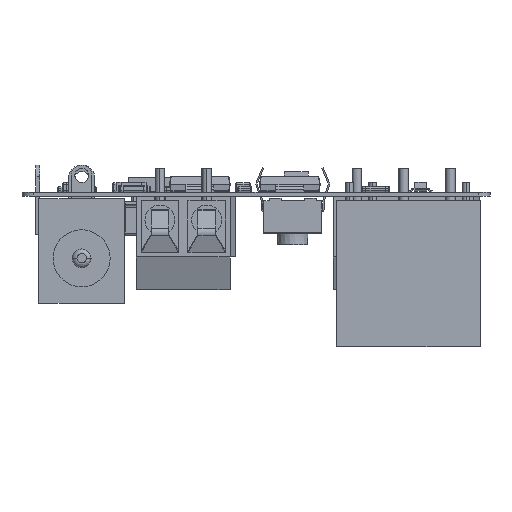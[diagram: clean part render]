
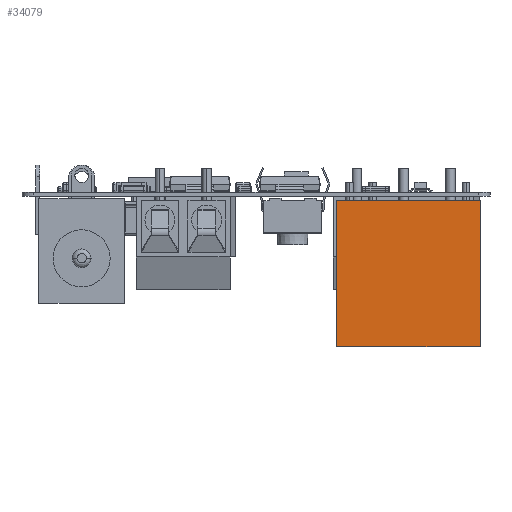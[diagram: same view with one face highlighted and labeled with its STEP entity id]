
A CAD part, left-side view. The second image highlights one B-rep face of the part: STEP entity #34079.
In plain terms, the highlighted planar face has unit normal (-1, 0, 0).
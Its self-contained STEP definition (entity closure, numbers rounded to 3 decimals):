
#34013 = EDGE_CURVE('',#34014,#34016,#34018,.T.);
#34014 = VERTEX_POINT('',#34015);
#34015 = CARTESIAN_POINT('',(-30.73,29.417,0.));
#34016 = VERTEX_POINT('',#34017);
#34017 = CARTESIAN_POINT('',(-30.73,14.117,0.));
#34018 = LINE('',#34019,#34020);
#34019 = CARTESIAN_POINT('',(-30.73,29.417,0.));
#34020 = VECTOR('',#34021,1.);
#34021 = DIRECTION('',(0.,-1.,0.));
#34079 = ADVANCED_FACE('',(#34080),#34105,.F.);
#34080 = FACE_BOUND('',#34081,.T.);
#34081 = EDGE_LOOP('',(#34082,#34083,#34091,#34099));
#34082 = ORIENTED_EDGE('',*,*,#34013,.T.);
#34083 = ORIENTED_EDGE('',*,*,#34084,.F.);
#34084 = EDGE_CURVE('',#34085,#34016,#34087,.T.);
#34085 = VERTEX_POINT('',#34086);
#34086 = CARTESIAN_POINT('',(-30.73,14.117,15.6));
#34087 = LINE('',#34088,#34089);
#34088 = CARTESIAN_POINT('',(-30.73,14.117,15.6));
#34089 = VECTOR('',#34090,1.);
#34090 = DIRECTION('',(0.,0.,-1.));
#34091 = ORIENTED_EDGE('',*,*,#34092,.F.);
#34092 = EDGE_CURVE('',#34093,#34085,#34095,.T.);
#34093 = VERTEX_POINT('',#34094);
#34094 = CARTESIAN_POINT('',(-30.73,29.417,15.6));
#34095 = LINE('',#34096,#34097);
#34096 = CARTESIAN_POINT('',(-30.73,29.417,15.6));
#34097 = VECTOR('',#34098,1.);
#34098 = DIRECTION('',(0.,-1.,0.));
#34099 = ORIENTED_EDGE('',*,*,#34100,.T.);
#34100 = EDGE_CURVE('',#34093,#34014,#34101,.T.);
#34101 = LINE('',#34102,#34103);
#34102 = CARTESIAN_POINT('',(-30.73,29.417,15.6));
#34103 = VECTOR('',#34104,1.);
#34104 = DIRECTION('',(0.,0.,-1.));
#34105 = PLANE('',#34106);
#34106 = AXIS2_PLACEMENT_3D('',#34107,#34108,#34109);
#34107 = CARTESIAN_POINT('',(-30.73,29.417,15.6));
#34108 = DIRECTION('',(1.,0.,0.));
#34109 = DIRECTION('',(0.,1.,0.));
